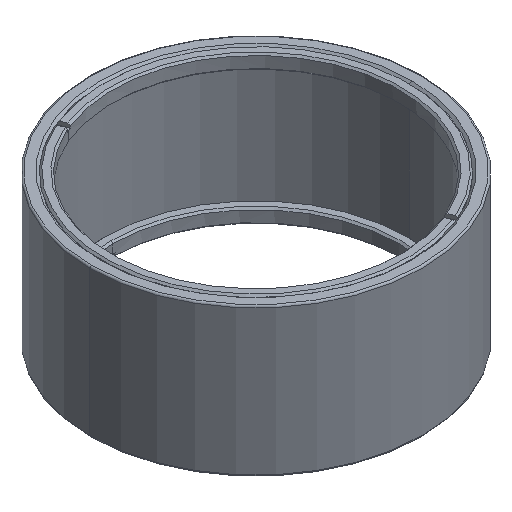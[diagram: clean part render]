
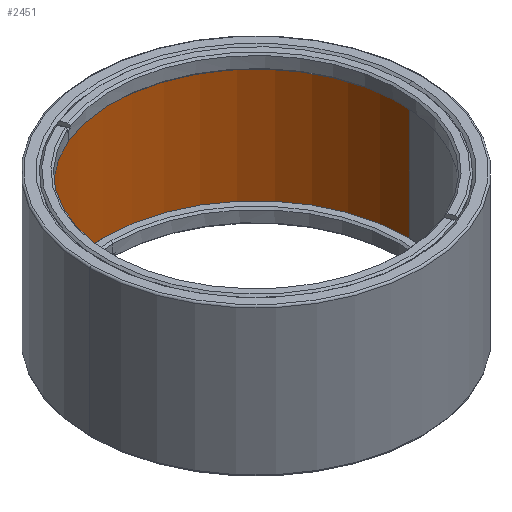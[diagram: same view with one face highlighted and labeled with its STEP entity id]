
A CAD part, isometric view. The second image highlights one B-rep face of the part: STEP entity #2451.
In plain terms, the highlighted cylindrical face has radius 25.845 mm (diameter 51.69 mm), a partial arc.
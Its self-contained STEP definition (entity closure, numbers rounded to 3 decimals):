
#1442 = AXIS2_PLACEMENT_3D ( 'NONE', #15062, #14602, #3907 ) ;
#2220 = VERTEX_POINT ( 'NONE', #12270 ) ;
#2235 = AXIS2_PLACEMENT_3D ( 'NONE', #7517, #18490, #20150 ) ;
#2451 = ADVANCED_FACE ( 'NONE', ( #19895 ), #13610, .F. ) ;
#2493 = VERTEX_POINT ( 'NONE', #6770 ) ;
#2909 = CARTESIAN_POINT ( 'NONE',  ( 15.054, 0.271, -12.5 ) ) ;
#3463 = VERTEX_POINT ( 'NONE', #5025 ) ;
#3805 = DIRECTION ( 'NONE',  ( 0., 0., -1. ) ) ;
#3907 = DIRECTION ( 'NONE',  ( -1., 0., 0. ) ) ;
#4297 = VECTOR ( 'NONE', #3805, 1000. ) ;
#4326 = DIRECTION ( 'NONE',  ( -1., 0., 0. ) ) ;
#4515 = CARTESIAN_POINT ( 'NONE',  ( 15.054, 0.271, -12.1 ) ) ;
#5025 = CARTESIAN_POINT ( 'NONE',  ( -36.636, 0.271, 12.1 ) ) ;
#6770 = CARTESIAN_POINT ( 'NONE',  ( -36.636, 0.271, -12.1 ) ) ;
#7517 = CARTESIAN_POINT ( 'NONE',  ( -10.791, 0.271, 12.1 ) ) ;
#7546 = CARTESIAN_POINT ( 'NONE',  ( -36.636, 0.271, -12.5 ) ) ;
#7957 = CARTESIAN_POINT ( 'NONE',  ( -10.791, 0.271, -12.5 ) ) ;
#8365 = CIRCLE ( 'NONE', #1442, 25.845 ) ;
#8459 = EDGE_CURVE ( 'NONE', #3463, #2493, #21593, .T. ) ;
#9741 = DIRECTION ( 'NONE',  ( 0., 0., -1. ) ) ;
#10073 = ORIENTED_EDGE ( 'NONE', *, *, #13134, .T. ) ;
#11993 = CIRCLE ( 'NONE', #2235, 25.845 ) ;
#12263 = ORIENTED_EDGE ( 'NONE', *, *, #8459, .T. ) ;
#12270 = CARTESIAN_POINT ( 'NONE',  ( 15.054, 0.271, 12.1 ) ) ;
#13134 = EDGE_CURVE ( 'NONE', #2493, #23107, #8365, .T. ) ;
#13263 = EDGE_LOOP ( 'NONE', ( #20659, #20350, #12263, #10073 ) ) ;
#13610 = CYLINDRICAL_SURFACE ( 'NONE', #16647, 25.845 ) ;
#14602 = DIRECTION ( 'NONE',  ( 0., 0., -1. ) ) ;
#15062 = CARTESIAN_POINT ( 'NONE',  ( -10.791, 0.271, -12.1 ) ) ;
#15731 = DIRECTION ( 'NONE',  ( 0., 0., -1. ) ) ;
#16110 = EDGE_CURVE ( 'NONE', #2220, #23107, #22824, .T. ) ;
#16647 = AXIS2_PLACEMENT_3D ( 'NONE', #7957, #9741, #4326 ) ;
#17422 = EDGE_CURVE ( 'NONE', #2220, #3463, #11993, .T. ) ;
#17655 = VECTOR ( 'NONE', #15731, 1000. ) ;
#18490 = DIRECTION ( 'NONE',  ( 0., 0., 1. ) ) ;
#19895 = FACE_OUTER_BOUND ( 'NONE', #13263, .T. ) ;
#20150 = DIRECTION ( 'NONE',  ( 1., 0., 0. ) ) ;
#20350 = ORIENTED_EDGE ( 'NONE', *, *, #17422, .T. ) ;
#20659 = ORIENTED_EDGE ( 'NONE', *, *, #16110, .F. ) ;
#21593 = LINE ( 'NONE', #7546, #4297 ) ;
#22824 = LINE ( 'NONE', #2909, #17655 ) ;
#23107 = VERTEX_POINT ( 'NONE', #4515 ) ;
